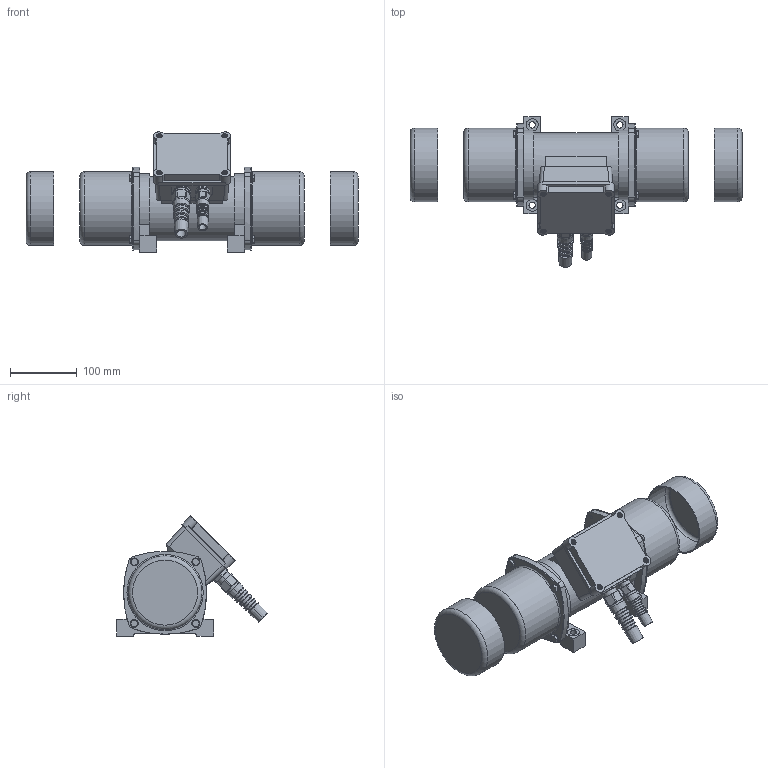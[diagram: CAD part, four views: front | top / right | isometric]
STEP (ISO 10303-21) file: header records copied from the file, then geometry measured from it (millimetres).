
FILE_DESCRIPTION(/* description */ (''),/* implementation_level */ '2;1');
FILE_NAME(/* name */ 'JX08-4-12',/* time_stamp */ '2020-10-01T10:55:24+02:00',/* author */ (''),/* organization */ (''),/* preprocessor_version */ 'ST-DEVELOPER v16.5',/* originating_system */ 'HiCAD 2019 2402.2 Build 521',/* authorisation */ '');
FILE_SCHEMA (('AUTOMOTIVE_DESIGN { 1 0 10303 214 1 1 1 1 }'));
Length unit declared in the file: millimetre
Products named in the file (29): Root; Aktuelle JX Antriebe - mit Erdungsbohrung; 50Hz; 0296900_UNWUCHTANTRIEB; Haubenausbaumaß; Haube1; Haube rechts; Normteilgruppe _0; DIN 128-A 6-FSt_Scheiben_0; ISO 4017-M6x12-8.8_Sechskantschrauben_0; Haube links; Gehäuse
Assembly tree (28 placements, depth 7):
  Root
    Aktuelle JX Antriebe - mit Erdungsbohrung
      50Hz
        0296900_UNWUCHTANTRIEB
          Haubenausbaumaß
            Haube1
          Haube rechts
            Normteilgruppe _0
              DIN 128-A 6-FSt_Scheiben_0
              DIN 128-A 6-FSt_Scheiben_0
              DIN 128-A 6-FSt_Scheiben_0
              DIN 128-A 6-FSt_Scheiben_0
            Normteilgruppe _0
              ISO 4017-M6x12-8.8_Sechskantschrauben_0
              ISO 4017-M6x12-8.8_Sechskantschrauben_0
              ISO 4017-M6x12-8.8_Sechskantschrauben_0
              ISO 4017-M6x12-8.8_Sechskantschrauben_0
          Haube links
            Normteilgruppe _0
              DIN 128-A 6-FSt_Scheiben_0
              DIN 128-A 6-FSt_Scheiben_0
              DIN 128-A 6-FSt_Scheiben_0
              DIN 128-A 6-FSt_Scheiben_0
            Normteilgruppe _0
              ISO 4017-M6x12-8.8_Sechskantschrauben_0
              ISO 4017-M6x12-8.8_Sechskantschrauben_0
              ISO 4017-M6x12-8.8_Sechskantschrauben_0
              ISO 4017-M6x12-8.8_Sechskantschrauben_0
          Gehäuse
Bounding box: 496 x 225.48 x 179.8 mm (x, y, z)
Volume: 1530271.7 mm3; surface area: 479805.9 mm2
Topology: 19 solids, 34 shells, 783 faces, 1824 edges, 1165 vertices
Faces by surface type: plane 389, cylinder 222, cone 154, torus 18
Full cylindrical faces by diameter (mm): 3.141 x4, 3.3 x4, 4 x4, 4.773 x8, 5 x8, 6 x8, 7 x12, 8.5 x4, 9.5 x4, 18 x4, 64 x1, 96 x1, 107 x4, 110 x4
Entity records: 38468 total; most frequent: CARTESIAN_POINT 3952, DIRECTION 3882, PRESENTATION_STYLE_ASSIGNMENT 3334, COLOUR_RGB 3316, DRAUGHTING_PRE_DEFINED_CURVE_FONT 3314, CURVE_STYLE 3314, OVER_RIDING_STYLED_ITEM 3314, ORIENTED_EDGE 3314
